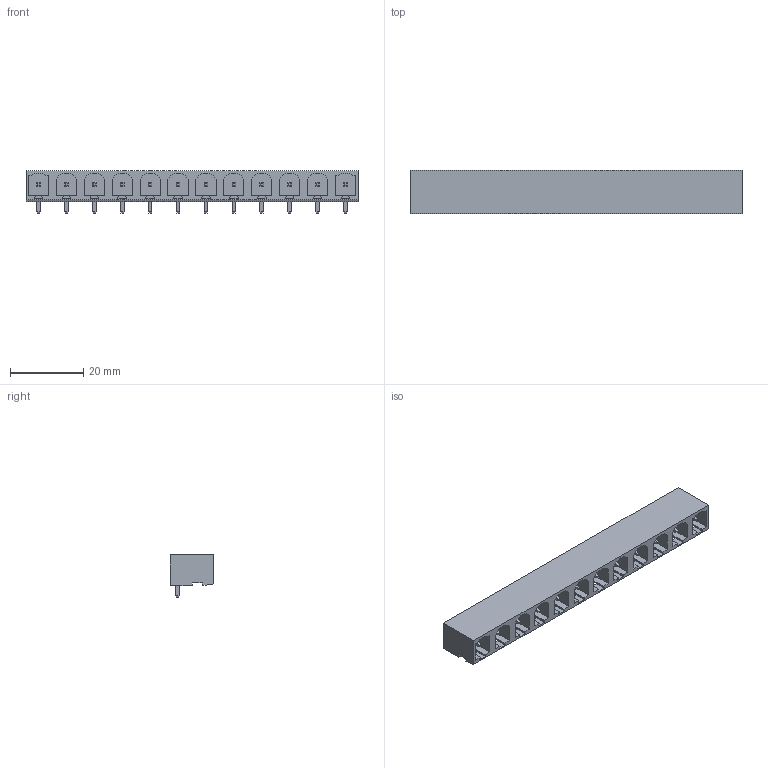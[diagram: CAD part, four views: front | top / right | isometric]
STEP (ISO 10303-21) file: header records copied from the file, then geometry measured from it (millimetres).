
FILE_DESCRIPTION(('CATIA V5 STEP Exchange','CAx-IF Rec.Pracs.--- Model Styling and Organization---1.2---2011-12-15'),'2;1');
FILE_NAME ('D1387775_1_1472590000_1472590000.stp','2018-11-15T14:52:43+00:00',('none'),('Weidmueller'),'CATIA Version 5-6 Release 2014','CATIA V5 STEP AP214','none');
FILE_SCHEMA(('AUTOMOTIVE_DESIGN { 1 0 10303 214 1 1 1 1 }'));
Length unit declared in the file: millimetre
Products named in the file (1): 1472590000
Bounding box: 90.62 x 11.75 x 11.6 mm (x, y, z)
Volume: 5410 mm3; surface area: 7287.2 mm2
Topology: 13 solids, 13 shells, 483 faces, 1287 edges, 818 vertices
Faces by surface type: plane 423, cylinder 60
Entity records: 12697 total; most frequent: ORIENTED_EDGE 2574, CARTESIAN_POINT 2236, DIRECTION 1547, EDGE_CURVE 1191, VECTOR 1023, LINE 1023, VERTEX_POINT 722, EDGE_LOOP 519
